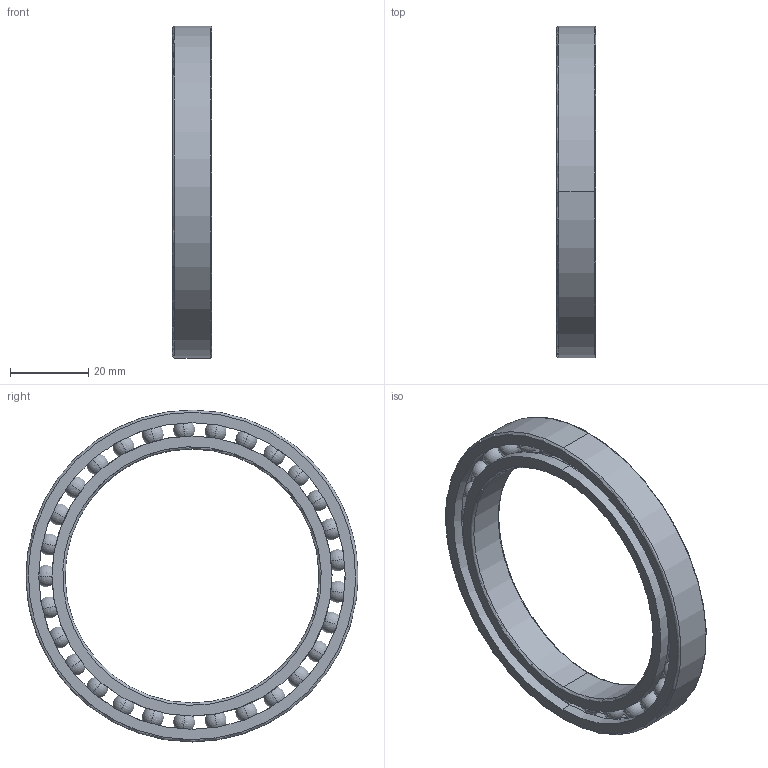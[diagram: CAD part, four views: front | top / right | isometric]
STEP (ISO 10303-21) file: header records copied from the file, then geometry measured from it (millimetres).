
FILE_DESCRIPTION (( 'STEP AP203' ), '1' );
FILE_NAME ('SKF_71813_ACD_P4.STEP', '2021-05-07T10:34:31', ( 'zhengqi zhu' ), ( '' ), 'SwSTEP 2.0', 'SolidWorks 2020', '' );
FILE_SCHEMA (( 'CONFIG_CONTROL_DESIGN' ));
Length unit declared in the file: millimetre
Products named in the file (4): SKF_71813_ACD_P4_35; SKF_71813_ACD_P4_33; SKF_71813_ACD_P4; SKF_71813_ACD_P4_3
Assembly tree (31 placements, depth 2):
  SKF_71813_ACD_P4
    SKF_71813_ACD_P4_3  x29
    SKF_71813_ACD_P4_33
    SKF_71813_ACD_P4_35
Bounding box: 10 x 84.97 x 85 mm (x, y, z)
Volume: 15696.2 mm3; surface area: 15142 mm2
Topology: 31 solids, 31 shells, 88 faces, 308 edges, 166 vertices
Faces by surface type: sphere 58, torus 14, cylinder 10, plane 4, cone 2
Entity records: 2486 total; most frequent: CARTESIAN_POINT 394, DIRECTION 264, ORIENTED_EDGE 156, AXIS2_PLACEMENT_3D 126, CALENDAR_DATE 82, LOCAL_TIME 82, COORDINATED_UNIVERSAL_TIME_OFFSET 82, DATE_AND_TIME 82
